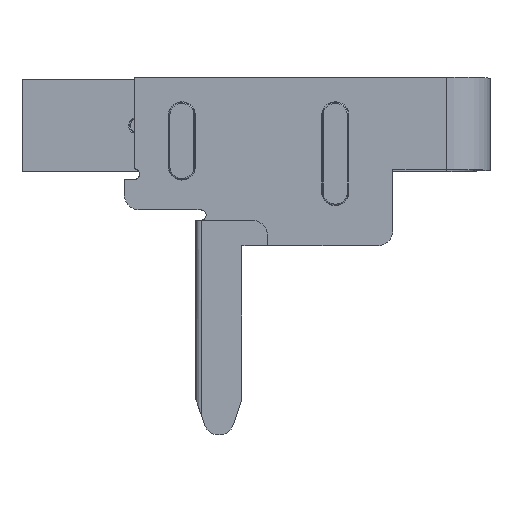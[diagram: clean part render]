
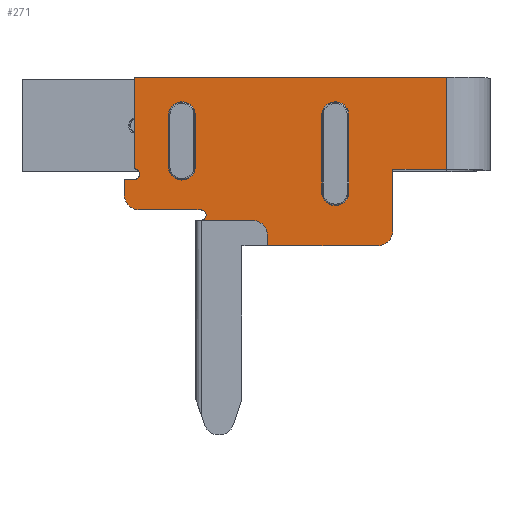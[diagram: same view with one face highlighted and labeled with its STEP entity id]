
A CAD part, front view. The second image highlights one B-rep face of the part: STEP entity #271.
In plain terms, the highlighted planar face has unit normal (0, -1, 0).
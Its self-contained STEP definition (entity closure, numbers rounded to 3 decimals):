
#22 = VERTEX_POINT('',#23);
#23 = CARTESIAN_POINT('',(4.45,0.,4.));
#84 = VERTEX_POINT('',#85);
#85 = CARTESIAN_POINT('',(4.45,0.,2.2));
#98 = EDGE_CURVE('',#84,#22,#99,.T.);
#99 = LINE('',#100,#101);
#100 = CARTESIAN_POINT('',(4.45,0.,2.));
#101 = VECTOR('',#102,1.);
#102 = DIRECTION('',(0.,0.,1.));
#140 = VERTEX_POINT('',#141);
#141 = CARTESIAN_POINT('',(-1.65,0.,4.));
#147 = EDGE_CURVE('',#22,#140,#148,.T.);
#148 = LINE('',#149,#150);
#149 = CARTESIAN_POINT('',(1.675,0.,4.));
#150 = VECTOR('',#151,1.);
#151 = DIRECTION('',(-1.,0.,0.));
#271 = ADVANCED_FACE('',(#272,#400,#436),#472,.F.);
#272 = FACE_BOUND('',#273,.F.);
#273 = EDGE_LOOP('',(#274,#284,#293,#301,#310,#318,#326,#335,#344,#350,
    #351,#352,#360,#368,#377,#385,#393));
#274 = ORIENTED_EDGE('',*,*,#275,.T.);
#275 = EDGE_CURVE('',#276,#278,#280,.T.);
#276 = VERTEX_POINT('',#277);
#277 = CARTESIAN_POINT('',(0.65,0.,1.2));
#278 = VERTEX_POINT('',#279);
#279 = CARTESIAN_POINT('',(-0.35,0.,1.2));
#280 = LINE('',#281,#282);
#281 = CARTESIAN_POINT('',(0.65,0.,1.2));
#282 = VECTOR('',#283,1.);
#283 = DIRECTION('',(-1.,0.,0.));
#284 = ORIENTED_EDGE('',*,*,#285,.F.);
#285 = EDGE_CURVE('',#286,#278,#288,.T.);
#286 = VERTEX_POINT('',#287);
#287 = CARTESIAN_POINT('',(-0.35,0.,1.4));
#288 = CIRCLE('',#289,0.1);
#289 = AXIS2_PLACEMENT_3D('',#290,#291,#292);
#290 = CARTESIAN_POINT('',(-0.35,0.,1.3));
#291 = DIRECTION('',(0.,1.,0.));
#292 = DIRECTION('',(1.,0.,0.));
#293 = ORIENTED_EDGE('',*,*,#294,.F.);
#294 = EDGE_CURVE('',#295,#286,#297,.T.);
#295 = VERTEX_POINT('',#296);
#296 = CARTESIAN_POINT('',(-1.55,0.,1.4));
#297 = LINE('',#298,#299);
#298 = CARTESIAN_POINT('',(2.325,0.,1.4));
#299 = VECTOR('',#300,1.);
#300 = DIRECTION('',(1.,0.,0.));
#301 = ORIENTED_EDGE('',*,*,#302,.T.);
#302 = EDGE_CURVE('',#295,#303,#305,.T.);
#303 = VERTEX_POINT('',#304);
#304 = CARTESIAN_POINT('',(-1.85,0.,1.7));
#305 = CIRCLE('',#306,0.3);
#306 = AXIS2_PLACEMENT_3D('',#307,#308,#309);
#307 = CARTESIAN_POINT('',(-1.55,0.,1.7));
#308 = DIRECTION('',(0.,1.,0.));
#309 = DIRECTION('',(1.,0.,0.));
#310 = ORIENTED_EDGE('',*,*,#311,.F.);
#311 = EDGE_CURVE('',#312,#303,#314,.T.);
#312 = VERTEX_POINT('',#313);
#313 = CARTESIAN_POINT('',(-1.85,0.,2.));
#314 = LINE('',#315,#316);
#315 = CARTESIAN_POINT('',(-1.85,0.,0.85));
#316 = VECTOR('',#317,1.);
#317 = DIRECTION('',(0.,0.,-1.));
#318 = ORIENTED_EDGE('',*,*,#319,.F.);
#319 = EDGE_CURVE('',#320,#312,#322,.T.);
#320 = VERTEX_POINT('',#321);
#321 = CARTESIAN_POINT('',(-1.65,0.,2.));
#322 = LINE('',#323,#324);
#323 = CARTESIAN_POINT('',(1.575,0.,2.));
#324 = VECTOR('',#325,1.);
#325 = DIRECTION('',(-1.,0.,0.));
#326 = ORIENTED_EDGE('',*,*,#327,.F.);
#327 = EDGE_CURVE('',#328,#320,#330,.T.);
#328 = VERTEX_POINT('',#329);
#329 = CARTESIAN_POINT('',(-1.617,0.,
    2.194));
#330 = CIRCLE('',#331,0.1);
#331 = AXIS2_PLACEMENT_3D('',#332,#333,#334);
#332 = CARTESIAN_POINT('',(-1.65,0.,2.1));
#333 = DIRECTION('',(0.,1.,0.));
#334 = DIRECTION('',(1.,0.,0.));
#335 = ORIENTED_EDGE('',*,*,#336,.T.);
#336 = EDGE_CURVE('',#328,#337,#339,.T.);
#337 = VERTEX_POINT('',#338);
#338 = CARTESIAN_POINT('',(-1.65,0.,2.241));
#339 = CIRCLE('',#340,0.05);
#340 = AXIS2_PLACEMENT_3D('',#341,#342,#343);
#341 = CARTESIAN_POINT('',(-1.6,0.,2.241));
#342 = DIRECTION('',(0.,1.,0.));
#343 = DIRECTION('',(1.,0.,0.));
#344 = ORIENTED_EDGE('',*,*,#345,.F.);
#345 = EDGE_CURVE('',#140,#337,#346,.T.);
#346 = LINE('',#347,#348);
#347 = CARTESIAN_POINT('',(-1.65,0.,1.121));
#348 = VECTOR('',#349,1.);
#349 = DIRECTION('',(0.,0.,-1.));
#350 = ORIENTED_EDGE('',*,*,#147,.F.);
#351 = ORIENTED_EDGE('',*,*,#98,.F.);
#352 = ORIENTED_EDGE('',*,*,#353,.F.);
#353 = EDGE_CURVE('',#354,#84,#356,.T.);
#354 = VERTEX_POINT('',#355);
#355 = CARTESIAN_POINT('',(3.4,0.,2.2));
#356 = LINE('',#357,#358);
#357 = CARTESIAN_POINT('',(4.725,0.,2.2));
#358 = VECTOR('',#359,1.);
#359 = DIRECTION('',(1.,0.,0.));
#360 = ORIENTED_EDGE('',*,*,#361,.F.);
#361 = EDGE_CURVE('',#362,#354,#364,.T.);
#362 = VERTEX_POINT('',#363);
#363 = CARTESIAN_POINT('',(3.4,0.,1.));
#364 = LINE('',#365,#366);
#365 = CARTESIAN_POINT('',(3.4,0.,1.1));
#366 = VECTOR('',#367,1.);
#367 = DIRECTION('',(0.,0.,1.));
#368 = ORIENTED_EDGE('',*,*,#369,.T.);
#369 = EDGE_CURVE('',#362,#370,#372,.T.);
#370 = VERTEX_POINT('',#371);
#371 = CARTESIAN_POINT('',(3.1,0.,0.7));
#372 = CIRCLE('',#373,0.3);
#373 = AXIS2_PLACEMENT_3D('',#374,#375,#376);
#374 = CARTESIAN_POINT('',(3.1,0.,1.));
#375 = DIRECTION('',(0.,1.,0.));
#376 = DIRECTION('',(1.,0.,0.));
#377 = ORIENTED_EDGE('',*,*,#378,.F.);
#378 = EDGE_CURVE('',#379,#370,#381,.T.);
#379 = VERTEX_POINT('',#380);
#380 = CARTESIAN_POINT('',(0.95,0.,0.7));
#381 = LINE('',#382,#383);
#382 = CARTESIAN_POINT('',(4.05,0.,0.7));
#383 = VECTOR('',#384,1.);
#384 = DIRECTION('',(1.,0.,0.));
#385 = ORIENTED_EDGE('',*,*,#386,.T.);
#386 = EDGE_CURVE('',#379,#387,#389,.T.);
#387 = VERTEX_POINT('',#388);
#388 = CARTESIAN_POINT('',(0.95,0.,0.9));
#389 = LINE('',#390,#391);
#390 = CARTESIAN_POINT('',(0.95,0.,-7.5));
#391 = VECTOR('',#392,1.);
#392 = DIRECTION('',(0.,0.,1.));
#393 = ORIENTED_EDGE('',*,*,#394,.T.);
#394 = EDGE_CURVE('',#387,#276,#395,.T.);
#395 = CIRCLE('',#396,0.3);
#396 = AXIS2_PLACEMENT_3D('',#397,#398,#399);
#397 = CARTESIAN_POINT('',(0.65,0.,0.9));
#398 = DIRECTION('',(0.,-1.,0.));
#399 = DIRECTION('',(1.,0.,0.));
#400 = FACE_BOUND('',#401,.F.);
#401 = EDGE_LOOP('',(#402,#412,#421,#429));
#402 = ORIENTED_EDGE('',*,*,#403,.F.);
#403 = EDGE_CURVE('',#404,#406,#408,.T.);
#404 = VERTEX_POINT('',#405);
#405 = CARTESIAN_POINT('',(-0.46,0.,3.25));
#406 = VERTEX_POINT('',#407);
#407 = CARTESIAN_POINT('',(-0.46,0.,2.25));
#408 = LINE('',#409,#410);
#409 = CARTESIAN_POINT('',(-0.46,0.,3.25));
#410 = VECTOR('',#411,1.);
#411 = DIRECTION('',(0.,0.,-1.));
#412 = ORIENTED_EDGE('',*,*,#413,.F.);
#413 = EDGE_CURVE('',#414,#404,#416,.T.);
#414 = VERTEX_POINT('',#415);
#415 = CARTESIAN_POINT('',(-0.99,0.,3.25));
#416 = CIRCLE('',#417,0.265);
#417 = AXIS2_PLACEMENT_3D('',#418,#419,#420);
#418 = CARTESIAN_POINT('',(-0.725,0.,3.25));
#419 = DIRECTION('',(0.,1.,0.));
#420 = DIRECTION('',(-1.,0.,0.));
#421 = ORIENTED_EDGE('',*,*,#422,.F.);
#422 = EDGE_CURVE('',#423,#414,#425,.T.);
#423 = VERTEX_POINT('',#424);
#424 = CARTESIAN_POINT('',(-0.99,0.,2.25));
#425 = LINE('',#426,#427);
#426 = CARTESIAN_POINT('',(-0.99,0.,2.25));
#427 = VECTOR('',#428,1.);
#428 = DIRECTION('',(0.,0.,1.));
#429 = ORIENTED_EDGE('',*,*,#430,.F.);
#430 = EDGE_CURVE('',#406,#423,#431,.T.);
#431 = CIRCLE('',#432,0.265);
#432 = AXIS2_PLACEMENT_3D('',#433,#434,#435);
#433 = CARTESIAN_POINT('',(-0.725,0.,2.25));
#434 = DIRECTION('',(0.,1.,0.));
#435 = DIRECTION('',(1.,0.,0.));
#436 = FACE_BOUND('',#437,.F.);
#437 = EDGE_LOOP('',(#438,#448,#457,#465));
#438 = ORIENTED_EDGE('',*,*,#439,.F.);
#439 = EDGE_CURVE('',#440,#442,#444,.T.);
#440 = VERTEX_POINT('',#441);
#441 = CARTESIAN_POINT('',(2.54,0.,3.25));
#442 = VERTEX_POINT('',#443);
#443 = CARTESIAN_POINT('',(2.54,0.,1.75));
#444 = LINE('',#445,#446);
#445 = CARTESIAN_POINT('',(2.54,0.,3.25));
#446 = VECTOR('',#447,1.);
#447 = DIRECTION('',(0.,0.,-1.));
#448 = ORIENTED_EDGE('',*,*,#449,.F.);
#449 = EDGE_CURVE('',#450,#440,#452,.T.);
#450 = VERTEX_POINT('',#451);
#451 = CARTESIAN_POINT('',(2.01,0.,3.25));
#452 = CIRCLE('',#453,0.265);
#453 = AXIS2_PLACEMENT_3D('',#454,#455,#456);
#454 = CARTESIAN_POINT('',(2.275,0.,3.25));
#455 = DIRECTION('',(0.,1.,0.));
#456 = DIRECTION('',(-1.,0.,0.));
#457 = ORIENTED_EDGE('',*,*,#458,.F.);
#458 = EDGE_CURVE('',#459,#450,#461,.T.);
#459 = VERTEX_POINT('',#460);
#460 = CARTESIAN_POINT('',(2.01,0.,1.75));
#461 = LINE('',#462,#463);
#462 = CARTESIAN_POINT('',(2.01,0.,1.75));
#463 = VECTOR('',#464,1.);
#464 = DIRECTION('',(0.,0.,1.));
#465 = ORIENTED_EDGE('',*,*,#466,.F.);
#466 = EDGE_CURVE('',#442,#459,#467,.T.);
#467 = CIRCLE('',#468,0.265);
#468 = AXIS2_PLACEMENT_3D('',#469,#470,#471);
#469 = CARTESIAN_POINT('',(2.275,0.,1.75));
#470 = DIRECTION('',(0.,1.,0.));
#471 = DIRECTION('',(1.,0.,0.));
#472 = PLANE('',#473);
#473 = AXIS2_PLACEMENT_3D('',#474,#475,#476);
#474 = CARTESIAN_POINT('',(5.,0.,0.));
#475 = DIRECTION('',(0.,1.,0.));
#476 = DIRECTION('',(0.,0.,1.));
